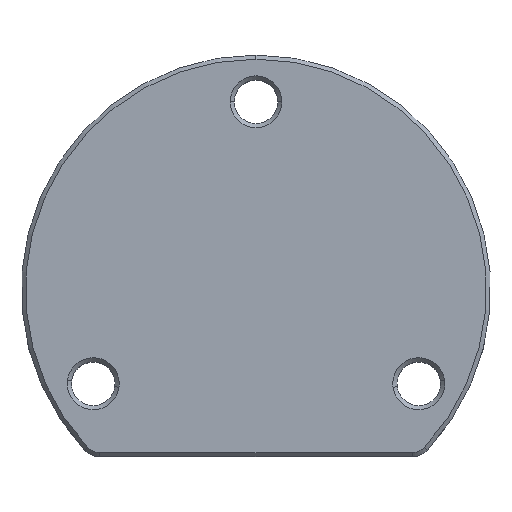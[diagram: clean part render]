
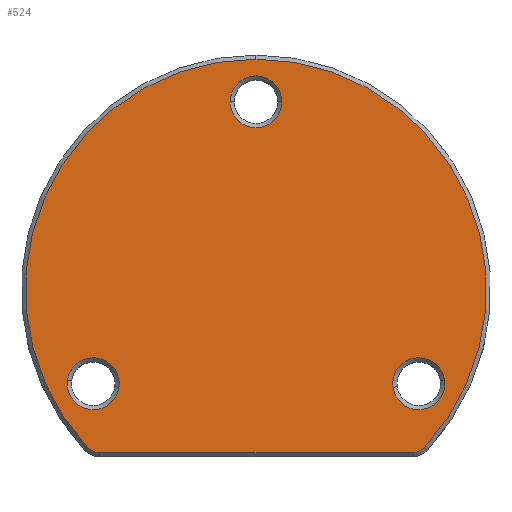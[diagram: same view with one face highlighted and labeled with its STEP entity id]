
A CAD part, top view. The second image highlights one B-rep face of the part: STEP entity #524.
In plain terms, the highlighted planar face has unit normal (0, 0, 1).
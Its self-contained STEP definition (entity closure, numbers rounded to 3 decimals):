
#203=CARTESIAN_POINT('Vertex',(37.593,-39.2,25.)) ;
#210=CARTESIAN_POINT('Vertex',(40.513,-37.934,25.)) ;
#213=CARTESIAN_POINT('Axis2P3D Location',(37.593,-35.2,25.)) ;
#234=CARTESIAN_POINT('Vertex',(0.,55.5,25.)) ;
#237=CARTESIAN_POINT('Axis2P3D Location',(0.,0.,25.)) ;
#254=CARTESIAN_POINT('Line Origine',(28.25,-39.2,25.)) ;
#258=CARTESIAN_POINT('Vertex',(-37.593,-39.2,25.)) ;
#339=CARTESIAN_POINT('Vertex',(45.384,-21.807,25.)) ;
#342=CARTESIAN_POINT('Axis2P3D Location',(39.188,-22.625,25.)) ;
#346=CARTESIAN_POINT('Vertex',(32.991,-23.443,25.)) ;
#366=CARTESIAN_POINT('Axis2P3D Location',(39.188,-22.625,25.)) ;
#444=CARTESIAN_POINT('Axis2P3D Location',(0.,0.,25.)) ;
#449=CARTESIAN_POINT('Axis2P3D Location',(0.,0.,25.)) ;
#453=CARTESIAN_POINT('Vertex',(-40.513,-37.934,25.)) ;
#456=CARTESIAN_POINT('Axis2P3D Location',(-37.593,-35.2,25.)) ;
#468=CARTESIAN_POINT('Axis2P3D Location',(-39.188,-22.625,25.)) ;
#472=CARTESIAN_POINT('Vertex',(-32.991,-23.443,25.)) ;
#474=CARTESIAN_POINT('Vertex',(-45.384,-21.807,25.)) ;
#477=CARTESIAN_POINT('Axis2P3D Location',(-39.188,-22.625,25.)) ;
#486=CARTESIAN_POINT('Axis2P3D Location',(0.,45.25,25.)) ;
#490=CARTESIAN_POINT('Vertex',(0.,39.,25.)) ;
#492=CARTESIAN_POINT('Vertex',(-6.25,45.25,25.)) ;
#495=CARTESIAN_POINT('Axis2P3D Location',(0.,45.25,25.)) ;
#499=CARTESIAN_POINT('Vertex',(0.,51.5,25.)) ;
#502=CARTESIAN_POINT('Axis2P3D Location',(0.,45.25,25.)) ;
#506=CARTESIAN_POINT('Vertex',(6.25,45.25,25.)) ;
#509=CARTESIAN_POINT('Axis2P3D Location',(0.,45.25,25.)) ;
#214=DIRECTION('Axis2P3D Direction',(0.,0.,1.)) ;
#238=DIRECTION('Axis2P3D Direction',(0.,0.,1.)) ;
#255=DIRECTION('Vector Direction',(1.,0.,0.)) ;
#343=DIRECTION('Axis2P3D Direction',(0.,0.,1.)) ;
#367=DIRECTION('Axis2P3D Direction',(0.,0.,1.)) ;
#445=DIRECTION('Axis2P3D Direction',(0.,0.,1.)) ;
#446=DIRECTION('Axis2P3D XDirection',(1.,0.,0.)) ;
#450=DIRECTION('Axis2P3D Direction',(0.,0.,1.)) ;
#457=DIRECTION('Axis2P3D Direction',(0.,0.,1.)) ;
#469=DIRECTION('Axis2P3D Direction',(0.,0.,1.)) ;
#478=DIRECTION('Axis2P3D Direction',(0.,0.,1.)) ;
#487=DIRECTION('Axis2P3D Direction',(0.,0.,1.)) ;
#496=DIRECTION('Axis2P3D Direction',(0.,0.,1.)) ;
#503=DIRECTION('Axis2P3D Direction',(0.,0.,1.)) ;
#510=DIRECTION('Axis2P3D Direction',(0.,0.,1.)) ;
#215=AXIS2_PLACEMENT_3D('Circle Axis2P3D',#213,#214,$) ;
#239=AXIS2_PLACEMENT_3D('Circle Axis2P3D',#237,#238,$) ;
#344=AXIS2_PLACEMENT_3D('Circle Axis2P3D',#342,#343,$) ;
#368=AXIS2_PLACEMENT_3D('Circle Axis2P3D',#366,#367,$) ;
#447=AXIS2_PLACEMENT_3D('Plane Axis2P3D',#444,#445,#446) ;
#451=AXIS2_PLACEMENT_3D('Circle Axis2P3D',#449,#450,$) ;
#458=AXIS2_PLACEMENT_3D('Circle Axis2P3D',#456,#457,$) ;
#470=AXIS2_PLACEMENT_3D('Circle Axis2P3D',#468,#469,$) ;
#479=AXIS2_PLACEMENT_3D('Circle Axis2P3D',#477,#478,$) ;
#488=AXIS2_PLACEMENT_3D('Circle Axis2P3D',#486,#487,$) ;
#497=AXIS2_PLACEMENT_3D('Circle Axis2P3D',#495,#496,$) ;
#504=AXIS2_PLACEMENT_3D('Circle Axis2P3D',#502,#503,$) ;
#511=AXIS2_PLACEMENT_3D('Circle Axis2P3D',#509,#510,$) ;
#462=ORIENTED_EDGE('',*,*,#260,.F.) ;
#463=ORIENTED_EDGE('',*,*,#217,.T.) ;
#464=ORIENTED_EDGE('',*,*,#241,.T.) ;
#465=ORIENTED_EDGE('',*,*,#455,.F.) ;
#466=ORIENTED_EDGE('',*,*,#460,.F.) ;
#483=ORIENTED_EDGE('',*,*,#476,.T.) ;
#484=ORIENTED_EDGE('',*,*,#481,.T.) ;
#515=ORIENTED_EDGE('',*,*,#494,.T.) ;
#516=ORIENTED_EDGE('',*,*,#501,.T.) ;
#517=ORIENTED_EDGE('',*,*,#508,.F.) ;
#518=ORIENTED_EDGE('',*,*,#513,.F.) ;
#521=ORIENTED_EDGE('',*,*,#370,.F.) ;
#522=ORIENTED_EDGE('',*,*,#348,.F.) ;
#485=FACE_BOUND('',#482,.T.) ;
#519=FACE_BOUND('',#514,.T.) ;
#523=FACE_BOUND('',#520,.T.) ;
#256=VECTOR('Line Direction',#255,1.) ;
#524=ADVANCED_FACE('Corps principal',(#467,#485,#519,#523),#448,.T.) ;
#216=CIRCLE('generated circle',#215,4.) ;
#240=CIRCLE('generated circle',#239,55.5) ;
#345=CIRCLE('generated circle',#344,6.25) ;
#369=CIRCLE('generated circle',#368,6.25) ;
#452=CIRCLE('generated circle',#451,55.5) ;
#459=CIRCLE('generated circle',#458,4.) ;
#471=CIRCLE('generated circle',#470,6.25) ;
#480=CIRCLE('generated circle',#479,6.25) ;
#489=CIRCLE('generated circle',#488,6.25) ;
#498=CIRCLE('generated circle',#497,6.25) ;
#505=CIRCLE('generated circle',#504,6.25) ;
#512=CIRCLE('generated circle',#511,6.25) ;
#217=EDGE_CURVE('',#204,#211,#216,.T.) ;
#241=EDGE_CURVE('',#211,#235,#240,.T.) ;
#260=EDGE_CURVE('',#204,#259,#257,.F.) ;
#348=EDGE_CURVE('',#340,#347,#345,.T.) ;
#370=EDGE_CURVE('',#347,#340,#369,.T.) ;
#455=EDGE_CURVE('',#454,#235,#452,.F.) ;
#460=EDGE_CURVE('',#259,#454,#459,.F.) ;
#476=EDGE_CURVE('',#473,#475,#471,.F.) ;
#481=EDGE_CURVE('',#475,#473,#480,.F.) ;
#494=EDGE_CURVE('',#491,#493,#489,.F.) ;
#501=EDGE_CURVE('',#493,#500,#498,.F.) ;
#508=EDGE_CURVE('',#507,#500,#505,.T.) ;
#513=EDGE_CURVE('',#491,#507,#512,.T.) ;
#461=EDGE_LOOP('',(#462,#463,#464,#465,#466)) ;
#482=EDGE_LOOP('',(#483,#484)) ;
#514=EDGE_LOOP('',(#515,#516,#517,#518)) ;
#520=EDGE_LOOP('',(#521,#522)) ;
#467=FACE_OUTER_BOUND('',#461,.T.) ;
#257=LINE('Line',#254,#256) ;
#448=PLANE('',#447) ;
#204=VERTEX_POINT('',#203) ;
#211=VERTEX_POINT('',#210) ;
#235=VERTEX_POINT('',#234) ;
#259=VERTEX_POINT('',#258) ;
#340=VERTEX_POINT('',#339) ;
#347=VERTEX_POINT('',#346) ;
#454=VERTEX_POINT('',#453) ;
#473=VERTEX_POINT('',#472) ;
#475=VERTEX_POINT('',#474) ;
#491=VERTEX_POINT('',#490) ;
#493=VERTEX_POINT('',#492) ;
#500=VERTEX_POINT('',#499) ;
#507=VERTEX_POINT('',#506) ;
